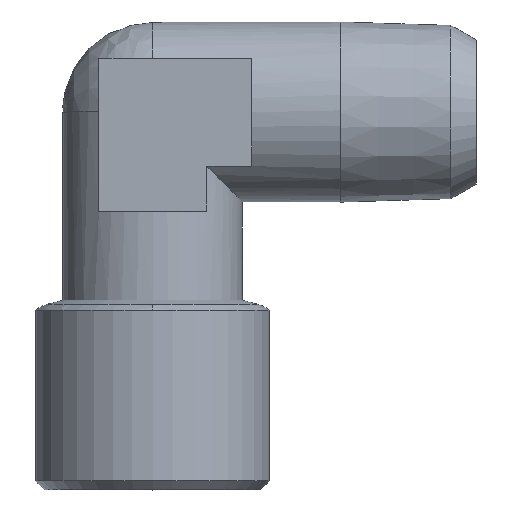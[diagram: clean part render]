
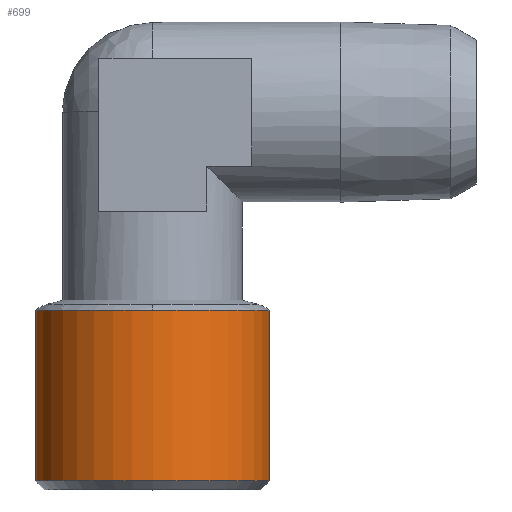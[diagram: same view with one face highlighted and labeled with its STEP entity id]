
A CAD part, top view. The second image highlights one B-rep face of the part: STEP entity #699.
In plain terms, the highlighted cylindrical face has radius 6.5 mm (diameter 13 mm), a full revolution.
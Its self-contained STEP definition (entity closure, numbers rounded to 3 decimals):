
#4 = AXIS2_PLACEMENT_3D ( 'NONE', #231, #225, #221 ) ;
#62 = AXIS2_PLACEMENT_3D ( 'NONE', #357, #356, #363 ) ;
#81 = AXIS2_PLACEMENT_3D ( 'NONE', #449, #442, #439 ) ;
#82 = AXIS2_PLACEMENT_3D ( 'NONE', #471, #469, #466 ) ;
#96 = EDGE_CURVE ( 'NONE', #882, #1113, #863, .T. ) ;
#97 = EDGE_CURVE ( 'NONE', #1113, #882, #870, .T. ) ;
#114 = EDGE_CURVE ( 'NONE', #708, #708, #858, .T. ) ;
#221 = DIRECTION ( 'NONE',  ( 0., 0., 1. ) ) ;
#225 = DIRECTION ( 'NONE',  ( 0., 1., 0. ) ) ;
#227 = CARTESIAN_POINT ( 'NONE',  ( 0., 1.5, 6.5 ) ) ;
#231 = CARTESIAN_POINT ( 'NONE',  ( 0., 1.5, 0. ) ) ;
#283 = CARTESIAN_POINT ( 'NONE',  ( 0., 10.967, 6.5 ) ) ;
#319 = CARTESIAN_POINT ( 'NONE',  ( 0., 10.967, -6.5 ) ) ;
#356 = DIRECTION ( 'NONE',  ( 0., 1., 0. ) ) ;
#357 = CARTESIAN_POINT ( 'NONE',  ( 0., 1.5, 0. ) ) ;
#363 = DIRECTION ( 'NONE',  ( 0., 0., 1. ) ) ;
#439 = DIRECTION ( 'NONE',  ( -1., 0., 0. ) ) ;
#442 = DIRECTION ( 'NONE',  ( 0., 1., 0. ) ) ;
#449 = CARTESIAN_POINT ( 'NONE',  ( 0., 10.967, 0. ) ) ;
#466 = DIRECTION ( 'NONE',  ( 0., 0., 1. ) ) ;
#469 = DIRECTION ( 'NONE',  ( 0., 1., 0. ) ) ;
#471 = CARTESIAN_POINT ( 'NONE',  ( 0., 10.967, 0. ) ) ;
#699 = ADVANCED_FACE ( 'NONE', ( #738, #742 ), #722, .T. ) ;
#708 = VERTEX_POINT ( 'NONE', #227 ) ;
#722 = CYLINDRICAL_SURFACE ( 'NONE', #62, 6.5 ) ;
#738 = FACE_OUTER_BOUND ( 'NONE', #1072, .T. ) ;
#742 = FACE_OUTER_BOUND ( 'NONE', #1071, .T. ) ;
#858 = CIRCLE ( 'NONE', #4, 6.5 ) ;
#863 = CIRCLE ( 'NONE', #82, 6.5 ) ;
#870 = CIRCLE ( 'NONE', #81, 6.5 ) ;
#882 = VERTEX_POINT ( 'NONE', #319 ) ;
#1012 = ORIENTED_EDGE ( 'NONE', *, *, #114, .T. ) ;
#1013 = ORIENTED_EDGE ( 'NONE', *, *, #97, .F. ) ;
#1014 = ORIENTED_EDGE ( 'NONE', *, *, #96, .F. ) ;
#1071 = EDGE_LOOP ( 'NONE', ( #1013, #1014 ) ) ;
#1072 = EDGE_LOOP ( 'NONE', ( #1012 ) ) ;
#1113 = VERTEX_POINT ( 'NONE', #283 ) ;
